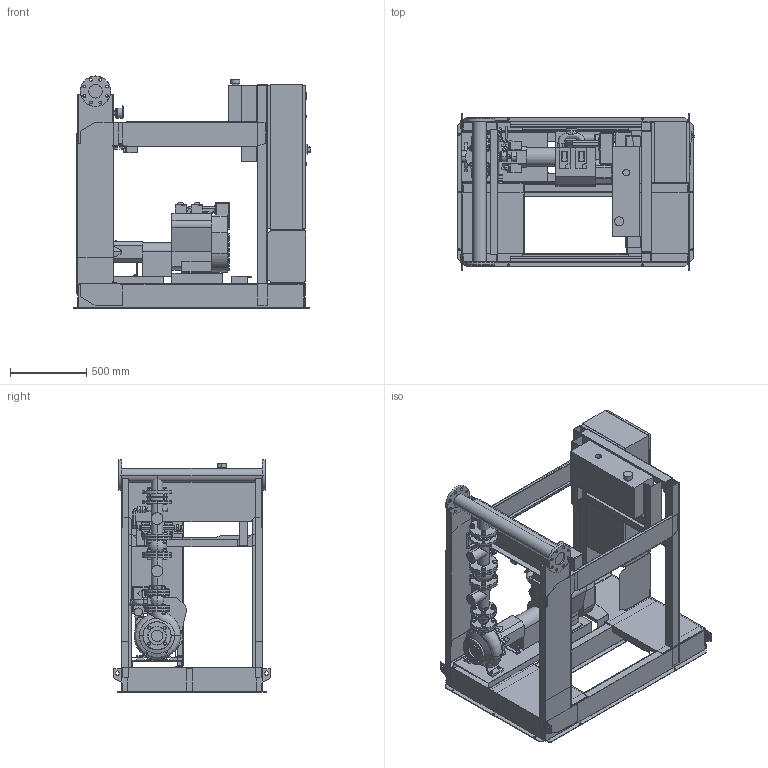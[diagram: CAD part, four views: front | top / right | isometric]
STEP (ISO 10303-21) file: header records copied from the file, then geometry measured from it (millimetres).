
FILE_DESCRIPTION((''),'2;1');
FILE_NAME('3d_Sifire-EN-50_160-154-10.5D-4183807.stp','2015-05-26T10:31:02',(''),(''),'Mechanical Desktop 2009','Mechanical Desktop 2009',', , ');
FILE_SCHEMA(('CONFIG_CONTROL_DESIGN'));
Length unit declared in the file: millimetre
Products named in the file (1): Product
Bounding box: 1554.5 x 1026 x 1520 mm (x, y, z)
Volume: 218925917.7 mm3; surface area: 20501681.8 mm2
Topology: 119 solids, 119 shells, 2898 faces, 6994 edges, 4448 vertices
Faces by surface type: plane 1176, bspline 870, cylinder 510, cone 274, torus 58, sphere 10
Entity records: 94937 total; most frequent: CARTESIAN_POINT 30910, ORIENTED_EDGE 13972, DIRECTION 12027, EDGE_CURVE 6986, VERTEX_POINT 4448, VECTOR 4159, LINE 4159, AXIS2_PLACEMENT_3D 3934
